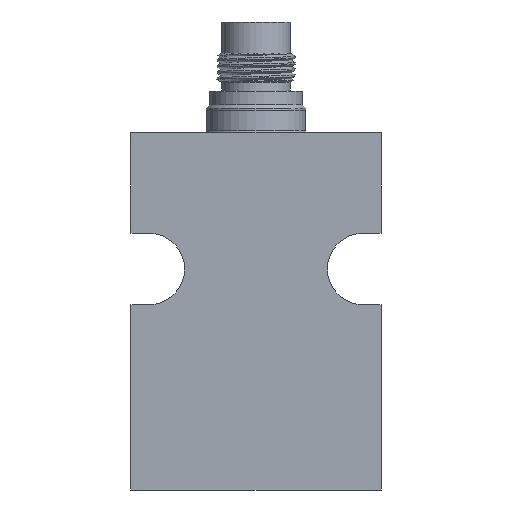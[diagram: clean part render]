
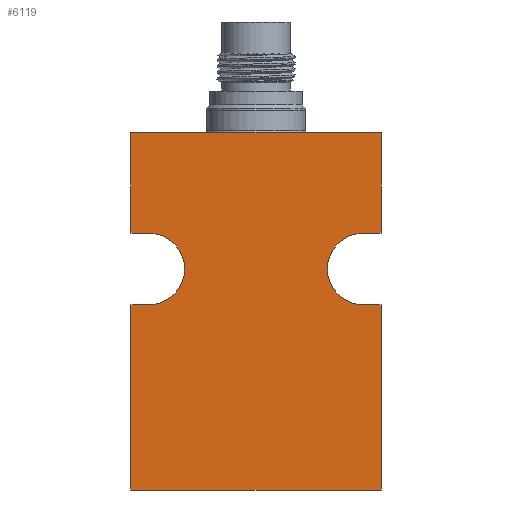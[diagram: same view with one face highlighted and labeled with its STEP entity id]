
A CAD part, front view. The second image highlights one B-rep face of the part: STEP entity #6119.
In plain terms, the highlighted planar face has unit normal (0, -1, 0).
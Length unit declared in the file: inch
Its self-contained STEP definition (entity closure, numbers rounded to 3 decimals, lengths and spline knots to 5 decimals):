
#912 = EDGE_CURVE ( 'NONE', #21945, #9818, #2282, .T. ) ;
#944 = CARTESIAN_POINT ( 'NONE',  ( 0.24, 0., 0.015 ) ) ;
#1160 = DIRECTION ( 'NONE',  ( 0., 0., 1. ) ) ;
#1894 = DIRECTION ( 'NONE',  ( 1., 0., 0. ) ) ;
#2005 = CARTESIAN_POINT ( 'NONE',  ( 0.28, 0., 0.175 ) ) ;
#2159 = LINE ( 'NONE', #15597, #15256 ) ;
#2270 = CARTESIAN_POINT ( 'NONE',  ( 0.28, 0., 0.4 ) ) ;
#2282 = LINE ( 'NONE', #26865, #19629 ) ;
#2522 = DIRECTION ( 'NONE',  ( -1., 0., 0. ) ) ;
#2568 = VERTEX_POINT ( 'NONE', #5302 ) ;
#2634 = CARTESIAN_POINT ( 'NONE',  ( -0.24, 0., 0.175 ) ) ;
#3501 = LINE ( 'NONE', #10809, #15867 ) ;
#3549 = DIRECTION ( 'NONE',  ( 0., 0., 1. ) ) ;
#3883 = ORIENTED_EDGE ( 'NONE', *, *, #9765, .F. ) ;
#3975 = ORIENTED_EDGE ( 'NONE', *, *, #912, .F. ) ;
#4523 = CARTESIAN_POINT ( 'NONE',  ( -0.24, 0., 0.015 ) ) ;
#4712 = LINE ( 'NONE', #18415, #20165 ) ;
#4824 = EDGE_LOOP ( 'NONE', ( #29929, #21135, #27690, #11340, #28124, #3975, #15947, #9733, #3883, #30120, #27714, #28942 ) ) ;
#4913 = DIRECTION ( 'NONE',  ( 0., 0., 1. ) ) ;
#4949 = DIRECTION ( 'NONE',  ( 0., 1., 0. ) ) ;
#4980 = CARTESIAN_POINT ( 'NONE',  ( -0.24, 0., 0.095 ) ) ;
#5302 = CARTESIAN_POINT ( 'NONE',  ( 0.28, 0., 0.015 ) ) ;
#5542 = PLANE ( 'NONE',  #31108 ) ;
#5593 = CARTESIAN_POINT ( 'NONE',  ( -0.28, 0., -0.4 ) ) ;
#5947 = DIRECTION ( 'NONE',  ( 0., -1., 0. ) ) ;
#6119 = ADVANCED_FACE ( 'NONE', ( #28808 ), #5542, .F. ) ;
#6768 = DIRECTION ( 'NONE',  ( 0., 0., -1. ) ) ;
#6777 = VERTEX_POINT ( 'NONE', #17190 ) ;
#7103 = EDGE_CURVE ( 'NONE', #2568, #25430, #9608, .T. ) ;
#7291 = CARTESIAN_POINT ( 'NONE',  ( 0.28, 0., -0.4 ) ) ;
#7472 = VECTOR ( 'NONE', #1894, 39.37008 ) ;
#7503 = CIRCLE ( 'NONE', #22972, 0.08 ) ;
#8984 = CARTESIAN_POINT ( 'NONE',  ( -0.28, 0., 0.4 ) ) ;
#9262 = LINE ( 'NONE', #2634, #28280 ) ;
#9608 = LINE ( 'NONE', #7291, #22100 ) ;
#9733 = ORIENTED_EDGE ( 'NONE', *, *, #10449, .F. ) ;
#9736 = CARTESIAN_POINT ( 'NONE',  ( -0.28, 0., -0.4 ) ) ;
#9765 = EDGE_CURVE ( 'NONE', #21584, #24331, #4712, .T. ) ;
#9818 = VERTEX_POINT ( 'NONE', #11187 ) ;
#10442 = DIRECTION ( 'NONE',  ( 1., 0., 0. ) ) ;
#10449 = EDGE_CURVE ( 'NONE', #24331, #28383, #14066, .T. ) ;
#10809 = CARTESIAN_POINT ( 'NONE',  ( -0.28, 0., -0.4 ) ) ;
#11187 = CARTESIAN_POINT ( 'NONE',  ( 0.24, 0., 0.175 ) ) ;
#11340 = ORIENTED_EDGE ( 'NONE', *, *, #24990, .F. ) ;
#11697 = EDGE_CURVE ( 'NONE', #25725, #12520, #3501, .T. ) ;
#12520 = VERTEX_POINT ( 'NONE', #17299 ) ;
#13213 = VECTOR ( 'NONE', #17182, 39.37008 ) ;
#13428 = CARTESIAN_POINT ( 'NONE',  ( 0.24, 0., 0.095 ) ) ;
#14066 = LINE ( 'NONE', #8984, #7472 ) ;
#14070 = VERTEX_POINT ( 'NONE', #18560 ) ;
#14219 = DIRECTION ( 'NONE',  ( 0., 0., -1. ) ) ;
#14310 = LINE ( 'NONE', #24223, #20120 ) ;
#15025 = EDGE_CURVE ( 'NONE', #28383, #21945, #14310, .T. ) ;
#15256 = VECTOR ( 'NONE', #10442, 39.37008 ) ;
#15597 = CARTESIAN_POINT ( 'NONE',  ( -0.28, 0., 0.015 ) ) ;
#15867 = VECTOR ( 'NONE', #3549, 39.37008 ) ;
#15947 = ORIENTED_EDGE ( 'NONE', *, *, #15025, .F. ) ;
#15965 = DIRECTION ( 'NONE',  ( 0., 0., 1. ) ) ;
#17182 = DIRECTION ( 'NONE',  ( -1., 0., 0. ) ) ;
#17190 = CARTESIAN_POINT ( 'NONE',  ( -0.24, 0., 0.175 ) ) ;
#17299 = CARTESIAN_POINT ( 'NONE',  ( -0.28, 0., 0.015 ) ) ;
#18415 = CARTESIAN_POINT ( 'NONE',  ( -0.28, 0., 0.175 ) ) ;
#18560 = CARTESIAN_POINT ( 'NONE',  ( 0.24, 0., 0.015 ) ) ;
#19629 = VECTOR ( 'NONE', #24922, 39.37008 ) ;
#19726 = CARTESIAN_POINT ( 'NONE',  ( -0.28, 0., 0.4 ) ) ;
#20120 = VECTOR ( 'NONE', #14219, 39.37008 ) ;
#20165 = VECTOR ( 'NONE', #1160, 39.37008 ) ;
#20277 = EDGE_CURVE ( 'NONE', #25488, #6777, #30077, .T. ) ;
#20761 = CARTESIAN_POINT ( 'NONE',  ( -0.24, 0., 0.095 ) ) ;
#21135 = ORIENTED_EDGE ( 'NONE', *, *, #22097, .F. ) ;
#21584 = VERTEX_POINT ( 'NONE', #26179 ) ;
#21643 = CARTESIAN_POINT ( 'NONE',  ( 0.28, 0., -0.4 ) ) ;
#21945 = VERTEX_POINT ( 'NONE', #2005 ) ;
#22097 = EDGE_CURVE ( 'NONE', #25430, #25725, #25652, .T. ) ;
#22100 = VECTOR ( 'NONE', #6768, 39.37008 ) ;
#22972 = AXIS2_PLACEMENT_3D ( 'NONE', #13428, #30707, #15965 ) ;
#23275 = DIRECTION ( 'NONE',  ( 0., 0., 1. ) ) ;
#23334 = VECTOR ( 'NONE', #28105, 39.37008 ) ;
#24223 = CARTESIAN_POINT ( 'NONE',  ( 0.28, 0., 0.175 ) ) ;
#24331 = VERTEX_POINT ( 'NONE', #19726 ) ;
#24532 = EDGE_CURVE ( 'NONE', #12520, #25488, #2159, .T. ) ;
#24922 = DIRECTION ( 'NONE',  ( -1., 0., 0. ) ) ;
#24990 = EDGE_CURVE ( 'NONE', #14070, #2568, #29858, .T. ) ;
#25430 = VERTEX_POINT ( 'NONE', #21643 ) ;
#25488 = VERTEX_POINT ( 'NONE', #4523 ) ;
#25652 = LINE ( 'NONE', #9736, #13213 ) ;
#25725 = VERTEX_POINT ( 'NONE', #5593 ) ;
#26179 = CARTESIAN_POINT ( 'NONE',  ( -0.28, 0., 0.175 ) ) ;
#26865 = CARTESIAN_POINT ( 'NONE',  ( 0.28, 0., 0.175 ) ) ;
#27690 = ORIENTED_EDGE ( 'NONE', *, *, #7103, .F. ) ;
#27714 = ORIENTED_EDGE ( 'NONE', *, *, #20277, .F. ) ;
#28105 = DIRECTION ( 'NONE',  ( 1., 0., 0. ) ) ;
#28112 = EDGE_CURVE ( 'NONE', #9818, #14070, #7503, .T. ) ;
#28124 = ORIENTED_EDGE ( 'NONE', *, *, #28112, .F. ) ;
#28280 = VECTOR ( 'NONE', #2522, 39.37008 ) ;
#28383 = VERTEX_POINT ( 'NONE', #2270 ) ;
#28808 = FACE_OUTER_BOUND ( 'NONE', #4824, .T. ) ;
#28942 = ORIENTED_EDGE ( 'NONE', *, *, #24532, .F. ) ;
#29507 = EDGE_CURVE ( 'NONE', #6777, #21584, #9262, .T. ) ;
#29858 = LINE ( 'NONE', #944, #23334 ) ;
#29929 = ORIENTED_EDGE ( 'NONE', *, *, #11697, .F. ) ;
#30077 = CIRCLE ( 'NONE', #30241, 0.08 ) ;
#30120 = ORIENTED_EDGE ( 'NONE', *, *, #29507, .F. ) ;
#30241 = AXIS2_PLACEMENT_3D ( 'NONE', #20761, #5947, #23275 ) ;
#30707 = DIRECTION ( 'NONE',  ( 0., -1., 0. ) ) ;
#31108 = AXIS2_PLACEMENT_3D ( 'NONE', #4980, #4949, #4913 ) ;
